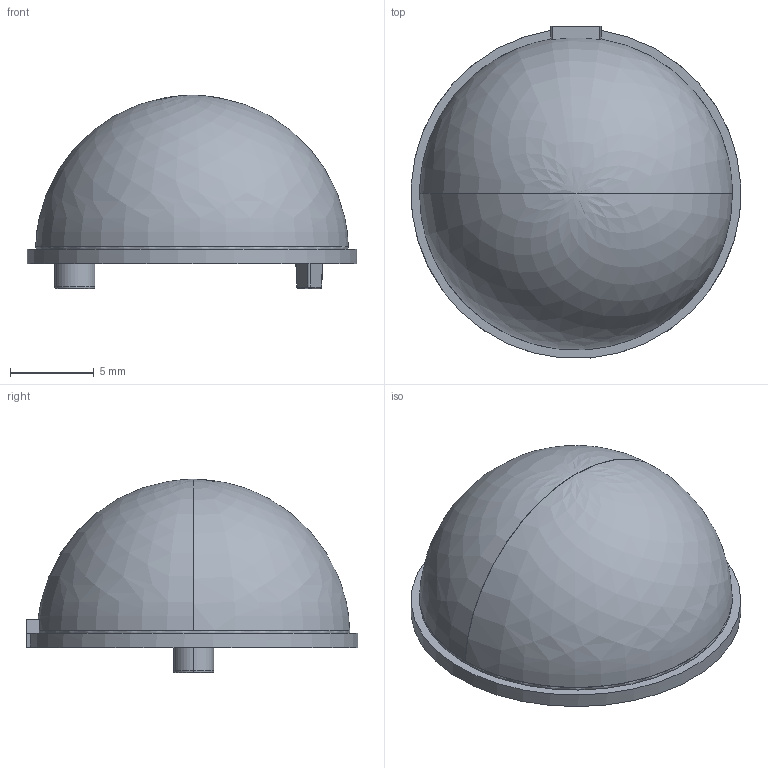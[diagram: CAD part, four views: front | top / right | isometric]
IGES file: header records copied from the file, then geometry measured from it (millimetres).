
Start section:  PTC IGES file: 10406_iss1_100408.igs
Global section: file name: 10406_iss1_100408.igs; native system: Pro/ENGINEER by Parametric Technology Corporation; preprocessor: 2008230; author: DenningtonA; organization: Unknown; date: 20081022.115434; units: millimetre
Bounding box: 19.67 x 19.81 x 11.54 mm (x, y, z)
Surface area: 1071.6 mm2 (no closed solid volume)
Topology: 0 solids, 0 shells, 40 faces, 178 edges, 174 vertices
Faces by surface type: revolution 26, bspline 14
